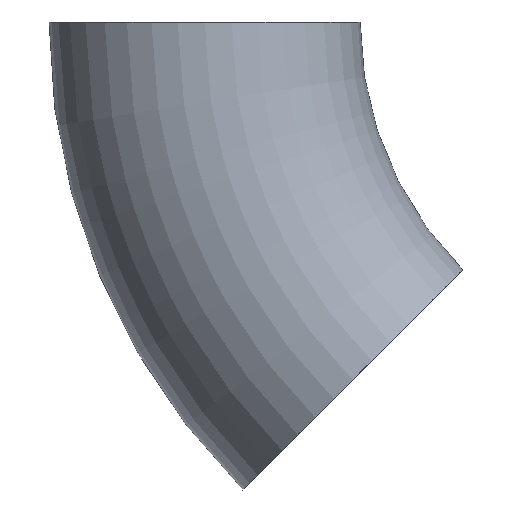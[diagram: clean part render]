
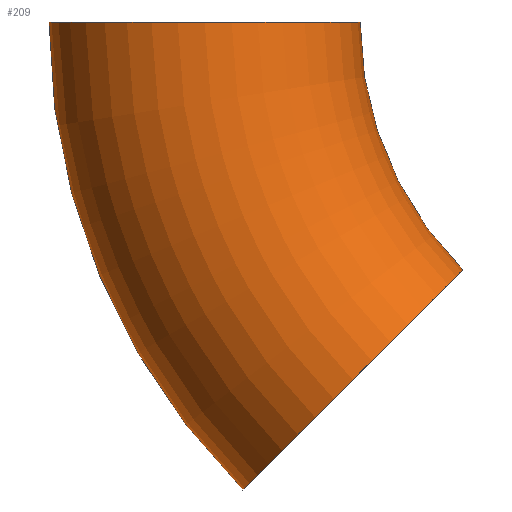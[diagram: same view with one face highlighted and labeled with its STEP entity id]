
A CAD part, front view. The second image highlights one B-rep face of the part: STEP entity #209.
In plain terms, the highlighted toroidal (fillet/blend) face has major radius 28 mm and minor radius 8.6 mm.
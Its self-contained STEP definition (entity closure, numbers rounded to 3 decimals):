
#2 = DIRECTION ( 'NONE',  ( 0., 0., 1. ) ) ;
#4 = DIRECTION ( 'NONE',  ( 1., 0., 0. ) ) ;
#7 = AXIS2_PLACEMENT_3D ( 'NONE', #127, #161, #222 ) ;
#8 = EDGE_LOOP ( 'NONE', ( #218, #58, #157, #190 ) ) ;
#12 = AXIS2_PLACEMENT_3D ( 'NONE', #90, #2, #4 ) ;
#36 = DIRECTION ( 'NONE',  ( 0., 1., 0. ) ) ;
#40 = CARTESIAN_POINT ( 'NONE',  ( 0., 0., 0. ) ) ;
#44 = VERTEX_POINT ( 'NONE', #241 ) ;
#58 = ORIENTED_EDGE ( 'NONE', *, *, #187, .T. ) ;
#84 = EDGE_CURVE ( 'NONE', #168, #44, #229, .T. ) ;
#90 = CARTESIAN_POINT ( 'NONE',  ( -28., 0., 0. ) ) ;
#97 = VERTEX_POINT ( 'NONE', #233 ) ;
#101 = CIRCLE ( 'NONE', #7, 8.6 ) ;
#105 = CARTESIAN_POINT ( 'NONE',  ( 0., 0., 0. ) ) ;
#106 = EDGE_CURVE ( 'NONE', #139, #97, #146, .T. ) ;
#114 = AXIS2_PLACEMENT_3D ( 'NONE', #135, #171, #117 ) ;
#116 = DIRECTION ( 'NONE',  ( 0., 0., 1. ) ) ;
#117 = DIRECTION ( 'NONE',  ( 0., 0., 1. ) ) ;
#127 = CARTESIAN_POINT ( 'NONE',  ( -19.799, 0., -19.799 ) ) ;
#129 = AXIS2_PLACEMENT_3D ( 'NONE', #40, #36, #116 ) ;
#135 = CARTESIAN_POINT ( 'NONE',  ( 0., 0., 0. ) ) ;
#139 = VERTEX_POINT ( 'NONE', #238 ) ;
#144 = FACE_OUTER_BOUND ( 'NONE', #8, .T. ) ;
#146 = CIRCLE ( 'NONE', #129, 36.6 ) ;
#147 = AXIS2_PLACEMENT_3D ( 'NONE', #105, #244, #202 ) ;
#157 = ORIENTED_EDGE ( 'NONE', *, *, #84, .T. ) ;
#161 = DIRECTION ( 'NONE',  ( -0.707, 0., 0.707 ) ) ;
#168 = VERTEX_POINT ( 'NONE', #183 ) ;
#171 = DIRECTION ( 'NONE',  ( 0., 1., 0. ) ) ;
#183 = CARTESIAN_POINT ( 'NONE',  ( -13.718, 0., -13.718 ) ) ;
#187 = EDGE_CURVE ( 'NONE', #139, #168, #101, .T. ) ;
#190 = ORIENTED_EDGE ( 'NONE', *, *, #250, .F. ) ;
#196 = TOROIDAL_SURFACE ( 'NONE', #147, 28., 8.6 ) ;
#202 = DIRECTION ( 'NONE',  ( 0., 0., 1. ) ) ;
#207 = CIRCLE ( 'NONE', #12, 8.6 ) ;
#209 = ADVANCED_FACE ( 'NONE', ( #144 ), #196, .T. ) ;
#218 = ORIENTED_EDGE ( 'NONE', *, *, #106, .F. ) ;
#222 = DIRECTION ( 'NONE',  ( 0.707, 0., 0.707 ) ) ;
#229 = CIRCLE ( 'NONE', #114, 19.4 ) ;
#233 = CARTESIAN_POINT ( 'NONE',  ( -36.6, 0., 0. ) ) ;
#238 = CARTESIAN_POINT ( 'NONE',  ( -25.88, 0., -25.88 ) ) ;
#241 = CARTESIAN_POINT ( 'NONE',  ( -19.4, 0., 0. ) ) ;
#244 = DIRECTION ( 'NONE',  ( 0., 1., 0. ) ) ;
#250 = EDGE_CURVE ( 'NONE', #97, #44, #207, .T. ) ;
